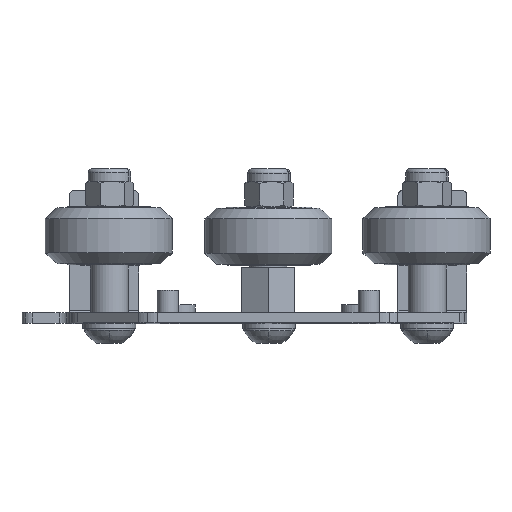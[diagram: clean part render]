
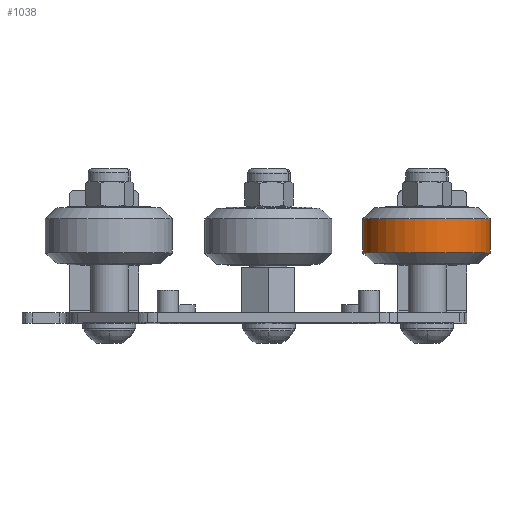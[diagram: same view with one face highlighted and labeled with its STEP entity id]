
A CAD part, top view. The second image highlights one B-rep face of the part: STEP entity #1038.
In plain terms, the highlighted cylindrical face has radius 12 mm (diameter 24 mm), a partial arc.
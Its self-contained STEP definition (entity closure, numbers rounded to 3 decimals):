
#1038=ADVANCED_FACE('',(#2820),#2821,.T.);
#2820=FACE_OUTER_BOUND('',#4894,.T.);
#2821=CYLINDRICAL_SURFACE('',#4895,12.0);
#4894=EDGE_LOOP('',(#12119,#12120,#12121,#12122));
#4895=AXIS2_PLACEMENT_3D('',#12123,#12124,#12125);
#12119=ORIENTED_EDGE('',*,*,#16523,.F.);
#12120=ORIENTED_EDGE('',*,*,#16524,.T.);
#12121=ORIENTED_EDGE('',*,*,#16525,.F.);
#12122=ORIENTED_EDGE('',*,*,#16520,.F.);
#12123=CARTESIAN_POINT('',(29.874,41.4,3.56));
#12124=DIRECTION('',(0.0,-1.0,0.0));
#12125=DIRECTION('',(1.0,0.0,0.0));
#16520=EDGE_CURVE('',#20908,#20911,#20912,.T.);
#16523=EDGE_CURVE('',#20916,#20908,#20917,.T.);
#16524=EDGE_CURVE('',#20916,#20918,#20919,.T.);
#16525=EDGE_CURVE('',#20911,#20918,#20920,.T.);
#20908=VERTEX_POINT('',#34264);
#20911=VERTEX_POINT('',#34268);
#20912=CIRCLE('',#34269,12.0);
#20916=VERTEX_POINT('',#34274);
#20917=LINE('',#34275,#34276);
#20918=VERTEX_POINT('',#34277);
#20919=CIRCLE('',#34278,12.0);
#20920=LINE('',#34279,#34280);
#34264=CARTESIAN_POINT('',(41.874,38.15,3.56));
#34268=CARTESIAN_POINT('',(17.874,38.15,3.56));
#34269=AXIS2_PLACEMENT_3D('',#39203,#39204,#39205);
#34274=CARTESIAN_POINT('',(41.874,44.65,3.56));
#34275=CARTESIAN_POINT('',(41.874,41.4,3.56));
#34276=VECTOR('',#39210,1.0);
#34277=CARTESIAN_POINT('',(17.874,44.65,3.56));
#34278=AXIS2_PLACEMENT_3D('',#39211,#39212,#39213);
#34279=CARTESIAN_POINT('',(17.874,41.4,3.56));
#34280=VECTOR('',#39214,1.0);
#39203=CARTESIAN_POINT('',(29.874,38.15,3.56));
#39204=DIRECTION('',(0.0,-1.0,0.0));
#39205=DIRECTION('',(1.0,0.0,0.0));
#39210=DIRECTION('',(0.0,-1.0,0.0));
#39211=CARTESIAN_POINT('',(29.874,44.65,3.56));
#39212=DIRECTION('',(0.0,-1.0,0.0));
#39213=DIRECTION('',(1.0,0.0,0.0));
#39214=DIRECTION('',(-0.0,1.0,-0.0));
